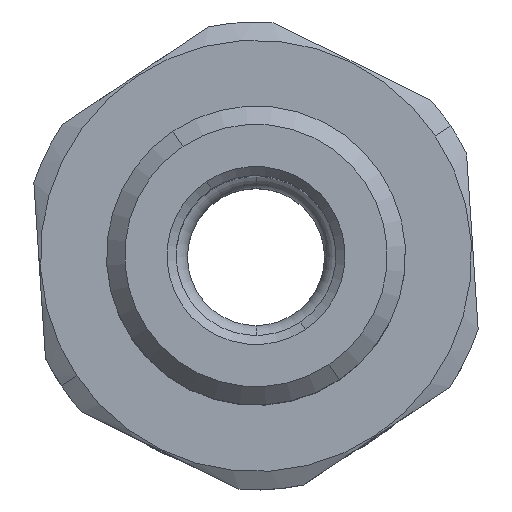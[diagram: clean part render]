
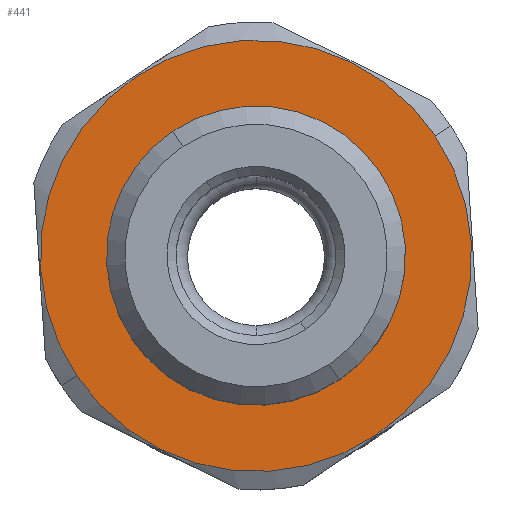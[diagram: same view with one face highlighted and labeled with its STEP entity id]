
A CAD part, top view. The second image highlights one B-rep face of the part: STEP entity #441.
In plain terms, the highlighted face is planar.
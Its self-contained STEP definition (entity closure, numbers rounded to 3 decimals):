
#192 = CARTESIAN_POINT ( 'NONE',  ( 0., 0., -11. ) ) ;
#244 = ORIENTED_EDGE ( 'NONE', *, *, #4603, .F. ) ;
#280 = FACE_OUTER_BOUND ( 'NONE', #4226, .T. ) ;
#291 = CARTESIAN_POINT ( 'NONE',  ( 6.55, 0., -11. ) ) ;
#435 = AXIS2_PLACEMENT_3D ( 'NONE', #192, #4778, #4276 ) ;
#441 = ADVANCED_FACE ( 'NONE', ( #710, #280 ), #3282, .F. ) ;
#692 = AXIS2_PLACEMENT_3D ( 'NONE', #2874, #2331, #1819 ) ;
#710 = FACE_BOUND ( 'NONE', #3696, .T. ) ;
#754 = ORIENTED_EDGE ( 'NONE', *, *, #1784, .F. ) ;
#795 = AXIS2_PLACEMENT_3D ( 'NONE', #2741, #2219, #1687 ) ;
#835 = VERTEX_POINT ( 'NONE', #291 ) ;
#845 = DIRECTION ( 'NONE',  ( 0., -1., 0. ) ) ;
#859 = AXIS2_PLACEMENT_3D ( 'NONE', #3796, #2742, #2220 ) ;
#1166 = ORIENTED_EDGE ( 'NONE', *, *, #1606, .F. ) ;
#1384 = DIRECTION ( 'NONE',  ( 0., 0., 1. ) ) ;
#1606 = EDGE_CURVE ( 'NONE', #3171, #2558, #4142, .T. ) ;
#1687 = DIRECTION ( 'NONE',  ( 1., 0., 0. ) ) ;
#1691 = ORIENTED_EDGE ( 'NONE', *, *, #1806, .F. ) ;
#1784 = EDGE_CURVE ( 'NONE', #2558, #3171, #4155, .T. ) ;
#1806 = EDGE_CURVE ( 'NONE', #835, #4537, #3375, .T. ) ;
#1819 = DIRECTION ( 'NONE',  ( 1., 0., 0. ) ) ;
#1898 = CARTESIAN_POINT ( 'NONE',  ( 0., 0., -11. ) ) ;
#2219 = DIRECTION ( 'NONE',  ( 0., 0., 1. ) ) ;
#2220 = DIRECTION ( 'NONE',  ( 0., -1., 0. ) ) ;
#2331 = DIRECTION ( 'NONE',  ( 0., 0., -1. ) ) ;
#2558 = VERTEX_POINT ( 'NONE', #4564 ) ;
#2741 = CARTESIAN_POINT ( 'NONE',  ( 0., 9.5, -11. ) ) ;
#2742 = DIRECTION ( 'NONE',  ( 0., 0., 1. ) ) ;
#2874 = CARTESIAN_POINT ( 'NONE',  ( 0., 0., -11. ) ) ;
#2977 = CIRCLE ( 'NONE', #435, 6.55 ) ;
#3171 = VERTEX_POINT ( 'NONE', #3182 ) ;
#3182 = CARTESIAN_POINT ( 'NONE',  ( 0., -9.45, -11. ) ) ;
#3282 = PLANE ( 'NONE',  #795 ) ;
#3375 = CIRCLE ( 'NONE', #692, 6.55 ) ;
#3696 = EDGE_LOOP ( 'NONE', ( #1691, #244 ) ) ;
#3796 = CARTESIAN_POINT ( 'NONE',  ( 0., 0., -11. ) ) ;
#4142 = CIRCLE ( 'NONE', #859, 9.45 ) ;
#4155 = CIRCLE ( 'NONE', #4245, 9.45 ) ;
#4222 = CARTESIAN_POINT ( 'NONE',  ( -6.55, 0., -11. ) ) ;
#4226 = EDGE_LOOP ( 'NONE', ( #1166, #754 ) ) ;
#4245 = AXIS2_PLACEMENT_3D ( 'NONE', #1898, #1384, #845 ) ;
#4276 = DIRECTION ( 'NONE',  ( 1., 0., 0. ) ) ;
#4537 = VERTEX_POINT ( 'NONE', #4222 ) ;
#4564 = CARTESIAN_POINT ( 'NONE',  ( 0., 9.45, -11. ) ) ;
#4603 = EDGE_CURVE ( 'NONE', #4537, #835, #2977, .T. ) ;
#4778 = DIRECTION ( 'NONE',  ( 0., 0., -1. ) ) ;
